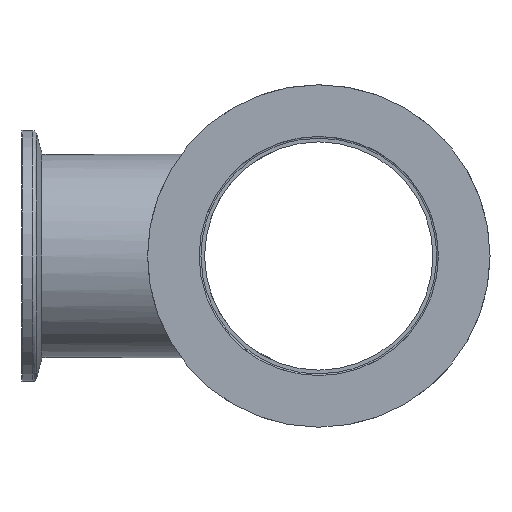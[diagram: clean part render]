
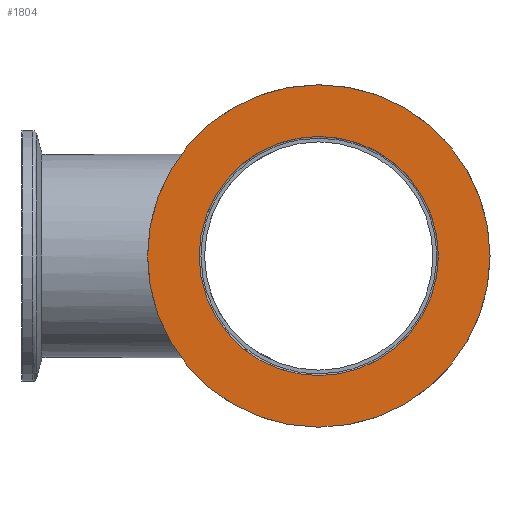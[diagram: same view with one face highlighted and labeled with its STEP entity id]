
A CAD part, left-side view. The second image highlights one B-rep face of the part: STEP entity #1804.
In plain terms, the highlighted face is planar.
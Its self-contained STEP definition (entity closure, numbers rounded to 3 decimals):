
#177 = CARTESIAN_POINT ( 'NONE',  ( 37.5, 5.1, 0. ) ) ;
#277 = VERTEX_POINT ( 'NONE', #2994 ) ;
#311 = CIRCLE ( 'NONE', #2327, 37.5 ) ;
#890 = VERTEX_POINT ( 'NONE', #1942 ) ;
#894 = PLANE ( 'NONE',  #1724 ) ;
#945 = EDGE_LOOP ( 'NONE', ( #2745 ) ) ;
#1014 = ORIENTED_EDGE ( 'NONE', *, *, #2802, .T. ) ;
#1150 = AXIS2_PLACEMENT_3D ( 'NONE', #1644, #3133, #2674 ) ;
#1600 = FACE_OUTER_BOUND ( 'NONE', #945, .T. ) ;
#1644 = CARTESIAN_POINT ( 'NONE',  ( 0., 5.1, 0. ) ) ;
#1683 = DIRECTION ( 'NONE',  ( 0., 1., 0. ) ) ;
#1724 = AXIS2_PLACEMENT_3D ( 'NONE', #177, #2388, #3144 ) ;
#1804 = ADVANCED_FACE ( 'NONE', ( #1845, #1600 ), #894, .T. ) ;
#1845 = FACE_BOUND ( 'NONE', #2996, .T. ) ;
#1874 = CIRCLE ( 'NONE', #1150, 26.2 ) ;
#1942 = CARTESIAN_POINT ( 'NONE',  ( 0., 5.1, -26.2 ) ) ;
#2327 = AXIS2_PLACEMENT_3D ( 'NONE', #2634, #1683, #2892 ) ;
#2388 = DIRECTION ( 'NONE',  ( 0., 1., 0. ) ) ;
#2634 = CARTESIAN_POINT ( 'NONE',  ( 0., 5.1, 0. ) ) ;
#2674 = DIRECTION ( 'NONE',  ( 0., 0., -1. ) ) ;
#2745 = ORIENTED_EDGE ( 'NONE', *, *, #2969, .T. ) ;
#2802 = EDGE_CURVE ( 'NONE', #890, #890, #1874, .T. ) ;
#2892 = DIRECTION ( 'NONE',  ( 0., 0., -1. ) ) ;
#2969 = EDGE_CURVE ( 'NONE', #277, #277, #311, .T. ) ;
#2994 = CARTESIAN_POINT ( 'NONE',  ( 0., 5.1, -37.5 ) ) ;
#2996 = EDGE_LOOP ( 'NONE', ( #1014 ) ) ;
#3133 = DIRECTION ( 'NONE',  ( 0., -1., 0. ) ) ;
#3144 = DIRECTION ( 'NONE',  ( 0., 0., 1. ) ) ;
